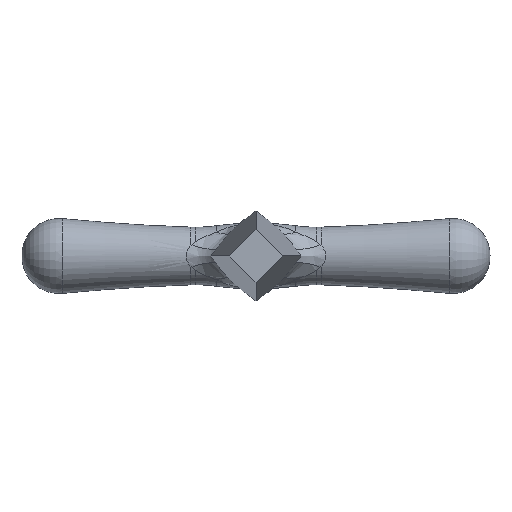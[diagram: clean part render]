
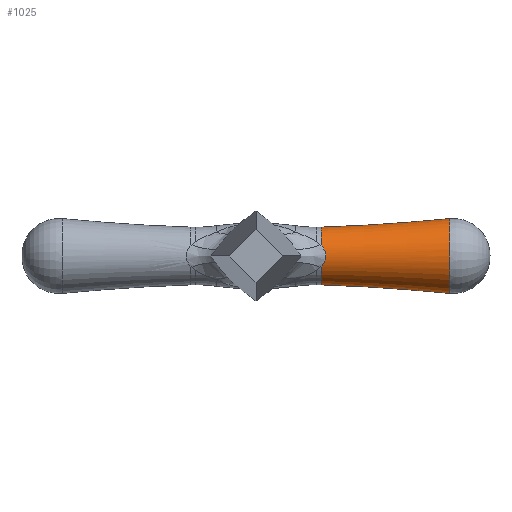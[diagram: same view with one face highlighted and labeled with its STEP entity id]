
A CAD part, front view. The second image highlights one B-rep face of the part: STEP entity #1025.
In plain terms, the highlighted toroidal (fillet/blend) face has major radius 275.458 mm and minor radius 271.608 mm.
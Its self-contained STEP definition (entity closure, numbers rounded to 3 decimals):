
#1025 = ADVANCED_FACE ( 'NONE', ( #5687 ), #25610, .F. ) ;
#1697 = DIRECTION ( 'NONE',  ( 1., 0., 0. ) ) ;
#1910 = CARTESIAN_POINT ( 'NONE',  ( 26.798, 85., 0. ) ) ;
#2029 = DIRECTION ( 'NONE',  ( 0., 0., -1. ) ) ;
#2272 = AXIS2_PLACEMENT_3D ( 'NONE', #16087, #8746, #27480 ) ;
#2323 = DIRECTION ( 'NONE',  ( 1., 0., 0. ) ) ;
#2695 = CARTESIAN_POINT ( 'NONE',  ( 9.369, 81.131, 1.093 ) ) ;
#2811 = ORIENTED_EDGE ( 'NONE', *, *, #25195, .F. ) ;
#4059 = DIRECTION ( 'NONE',  ( 0., 0., -1. ) ) ;
#5687 = FACE_OUTER_BOUND ( 'NONE', #12064, .T. ) ;
#6149 = VERTEX_POINT ( 'NONE', #25157 ) ;
#6291 = EDGE_CURVE ( 'NONE', #26683, #23194, #29258, .T. ) ;
#6955 = DIRECTION ( 'NONE',  ( 0., 0., 1. ) ) ;
#7224 = DIRECTION ( 'NONE',  ( 1., 0., 0. ) ) ;
#7332 = CARTESIAN_POINT ( 'NONE',  ( 9.661, 80.986, 0.288 ) ) ;
#7427 = CARTESIAN_POINT ( 'NONE',  ( 9.023, 81.303, 1.528 ) ) ;
#7630 = CARTESIAN_POINT ( 'NONE',  ( 9.023, 81.303, -1.528 ) ) ;
#8237 = CIRCLE ( 'NONE', #16498, 4. ) ;
#8263 = CARTESIAN_POINT ( 'NONE',  ( 9.023, 85., -4. ) ) ;
#8271 = EDGE_CURVE ( 'NONE', #23415, #26683, #8237, .T. ) ;
#8746 = DIRECTION ( 'NONE',  ( 0., 1., 0. ) ) ;
#11964 = CARTESIAN_POINT ( 'NONE',  ( 9.678, 80.977, 0.145 ) ) ;
#12064 = EDGE_LOOP ( 'NONE', ( #2811, #26804, #18614, #26506, #13883, #28173 ) ) ;
#12208 = AXIS2_PLACEMENT_3D ( 'NONE', #13450, #17875, #15825 ) ;
#12323 = AXIS2_PLACEMENT_3D ( 'NONE', #20979, #20782, #2029 ) ;
#13128 = EDGE_CURVE ( 'NONE', #6149, #23415, #23687, .T. ) ;
#13450 = CARTESIAN_POINT ( 'NONE',  ( 0., 85., 0. ) ) ;
#13883 = ORIENTED_EDGE ( 'NONE', *, *, #14306, .T. ) ;
#14306 = EDGE_CURVE ( 'NONE', #23194, #19974, #28420, .T. ) ;
#14341 = CARTESIAN_POINT ( 'NONE',  ( 9.548, 81.042, 0.705 ) ) ;
#14646 = CARTESIAN_POINT ( 'NONE',  ( 9.678, 80.978, -0.147 ) ) ;
#15825 = DIRECTION ( 'NONE',  ( 0., 0., -1. ) ) ;
#16087 = CARTESIAN_POINT ( 'NONE',  ( 0., 85., 275.458 ) ) ;
#16498 = AXIS2_PLACEMENT_3D ( 'NONE', #21340, #7224, #26064 ) ;
#17875 = DIRECTION ( 'NONE',  ( 1., 0., 0. ) ) ;
#18022 = AXIS2_PLACEMENT_3D ( 'NONE', #30428, #2323, #6955 ) ;
#18614 = ORIENTED_EDGE ( 'NONE', *, *, #8271, .T. ) ;
#18883 = VERTEX_POINT ( 'NONE', #19093 ) ;
#18986 = CARTESIAN_POINT ( 'NONE',  ( 9.37, 81.13, -1.09 ) ) ;
#19093 = CARTESIAN_POINT ( 'NONE',  ( 26.798, 85., -5.175 ) ) ;
#19183 = CARTESIAN_POINT ( 'NONE',  ( 9.547, 81.043, -0.708 ) ) ;
#19375 = CIRCLE ( 'NONE', #12323, 271.608 ) ;
#19385 = CARTESIAN_POINT ( 'NONE',  ( 9.207, 81.212, -1.322 ) ) ;
#19974 = VERTEX_POINT ( 'NONE', #8263 ) ;
#20782 = DIRECTION ( 'NONE',  ( 0., -1., 0. ) ) ;
#20979 = CARTESIAN_POINT ( 'NONE',  ( 0., 85., -275.458 ) ) ;
#21340 = CARTESIAN_POINT ( 'NONE',  ( 9.023, 85., 0. ) ) ;
#21577 = CIRCLE ( 'NONE', #28275, 5.175 ) ;
#22728 = CARTESIAN_POINT ( 'NONE',  ( 9.023, 81.303, 1.528 ) ) ;
#23187 = CARTESIAN_POINT ( 'NONE',  ( 9.023, 85., 4. ) ) ;
#23194 = VERTEX_POINT ( 'NONE', #28770 ) ;
#23415 = VERTEX_POINT ( 'NONE', #23187 ) ;
#23687 = CIRCLE ( 'NONE', #2272, 271.608 ) ;
#25157 = CARTESIAN_POINT ( 'NONE',  ( 26.798, 85., 5.175 ) ) ;
#25195 = EDGE_CURVE ( 'NONE', #6149, #18883, #21577, .T. ) ;
#25610 = TOROIDAL_SURFACE ( 'NONE', #12208, 275.458, 271.608 ) ;
#25891 = EDGE_CURVE ( 'NONE', #18883, #19974, #19375, .T. ) ;
#26064 = DIRECTION ( 'NONE',  ( 0., 0., 1. ) ) ;
#26071 = CARTESIAN_POINT ( 'NONE',  ( 9.596, 81.018, 0.568 ) ) ;
#26373 = CARTESIAN_POINT ( 'NONE',  ( 9.661, 80.986, -0.291 ) ) ;
#26506 = ORIENTED_EDGE ( 'NONE', *, *, #6291, .T. ) ;
#26683 = VERTEX_POINT ( 'NONE', #22728 ) ;
#26804 = ORIENTED_EDGE ( 'NONE', *, *, #13128, .T. ) ;
#27480 = DIRECTION ( 'NONE',  ( 0., 0., 1. ) ) ;
#28173 = ORIENTED_EDGE ( 'NONE', *, *, #25891, .F. ) ;
#28275 = AXIS2_PLACEMENT_3D ( 'NONE', #1910, #1697, #4059 ) ;
#28316 = CARTESIAN_POINT ( 'NONE',  ( 9.207, 81.212, 1.322 ) ) ;
#28420 = CIRCLE ( 'NONE', #18022, 4. ) ;
#28620 = CARTESIAN_POINT ( 'NONE',  ( 9.594, 81.019, -0.574 ) ) ;
#28770 = CARTESIAN_POINT ( 'NONE',  ( 9.023, 81.303, -1.528 ) ) ;
#29258 = B_SPLINE_CURVE_WITH_KNOTS ( 'NONE', 3,
 ( #7427, #28316, #2695, #14341, #26071, #7332, #11964, #14646, #26373, #28620, #19183, #18986, #19385, #7630 ),
 .UNSPECIFIED., .F., .F.,
 ( 4, 2, 2, 2, 2, 2, 4 ),
 ( 0., 0.001, 0.001, 0.002, 0.002, 0.003, 0.003 ),
 .UNSPECIFIED. ) ;
#30428 = CARTESIAN_POINT ( 'NONE',  ( 9.023, 85., 0. ) ) ;
